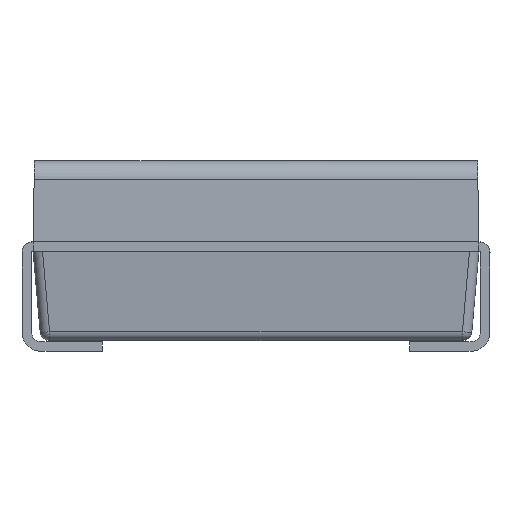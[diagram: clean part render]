
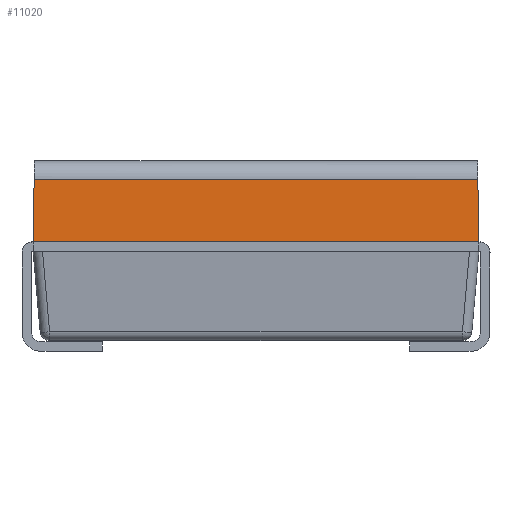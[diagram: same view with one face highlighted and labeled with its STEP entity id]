
A CAD part, front view. The second image highlights one B-rep face of the part: STEP entity #11020.
In plain terms, the highlighted planar face has unit normal (0, -1, 0.018).
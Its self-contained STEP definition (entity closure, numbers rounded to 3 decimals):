
#324 = PLANE('',#325);
#325 = AXIS2_PLACEMENT_3D('',#326,#327,#328);
#326 = CARTESIAN_POINT('',(3.525,2.19,1.73));
#327 = DIRECTION('',(1.,0.,0.017));
#328 = DIRECTION('',(0.017,0.,-1.));
#1839 = CYLINDRICAL_SURFACE('',#1840,0.301);
#1840 = AXIS2_PLACEMENT_3D('',#1841,#1842,#1843);
#1841 = CARTESIAN_POINT('',(0.,-1.872,2.712));
#1842 = DIRECTION('',(1.,0.,0.));
#1843 = DIRECTION('',(0.,0.,-1.));
#6372 = PLANE('',#6373);
#6373 = AXIS2_PLACEMENT_3D('',#6374,#6375,#6376);
#6374 = CARTESIAN_POINT('',(-3.525,2.19,1.73));
#6375 = DIRECTION('',(-1.,0.,0.017));
#6376 = DIRECTION('',(0.017,0.,1.));
#8000 = VERTEX_POINT('',#8001);
#8001 = CARTESIAN_POINT('',(-3.525,-2.19,1.73));
#8015 = PLANE('',#8016);
#8016 = AXIS2_PLACEMENT_3D('',#8017,#8018,#8019);
#8017 = CARTESIAN_POINT('',(0.,0.,1.73));
#8018 = DIRECTION('',(-0.,0.,1.));
#8019 = DIRECTION('',(1.,0.,0.));
#8208 = EDGE_CURVE('',#8000,#8209,#8211,.T.);
#8209 = VERTEX_POINT('',#8210);
#8210 = CARTESIAN_POINT('',(3.525,-2.19,1.73));
#8211 = SURFACE_CURVE('',#8212,(#8216,#8223),.PCURVE_S1.);
#8212 = LINE('',#8213,#8214);
#8213 = CARTESIAN_POINT('',(-3.525,-2.19,1.73));
#8214 = VECTOR('',#8215,1.);
#8215 = DIRECTION('',(1.,0.,0.));
#8216 = PCURVE('',#8015,#8217);
#8217 = DEFINITIONAL_REPRESENTATION('',(#8218),#8222);
#8218 = LINE('',#8219,#8220);
#8219 = CARTESIAN_POINT('',(-3.525,-2.19));
#8220 = VECTOR('',#8221,1.);
#8221 = DIRECTION('',(1.,0.));
#8222 = ( GEOMETRIC_REPRESENTATION_CONTEXT(2) 
PARAMETRIC_REPRESENTATION_CONTEXT() REPRESENTATION_CONTEXT('2D SPACE',''
  ) );
#8223 = PCURVE('',#8224,#8229);
#8224 = PLANE('',#8225);
#8225 = AXIS2_PLACEMENT_3D('',#8226,#8227,#8228);
#8226 = CARTESIAN_POINT('',(-3.525,-2.19,1.73));
#8227 = DIRECTION('',(0.,-1.,0.017));
#8228 = DIRECTION('',(0.,-0.017,-1.));
#8229 = DEFINITIONAL_REPRESENTATION('',(#8230),#8234);
#8230 = LINE('',#8231,#8232);
#8231 = CARTESIAN_POINT('',(0.,0.));
#8232 = VECTOR('',#8233,1.);
#8233 = DIRECTION('',(0.,1.));
#8234 = ( GEOMETRIC_REPRESENTATION_CONTEXT(2) 
PARAMETRIC_REPRESENTATION_CONTEXT() REPRESENTATION_CONTEXT('2D SPACE',''
  ) );
#10618 = VERTEX_POINT('',#10619);
#10619 = CARTESIAN_POINT('',(3.508,-2.173,
    2.717));
#10664 = EDGE_CURVE('',#10618,#8209,#10665,.T.);
#10665 = SURFACE_CURVE('',#10666,(#10670,#10677),.PCURVE_S1.);
#10666 = LINE('',#10667,#10668);
#10667 = CARTESIAN_POINT('',(3.524,-2.189,
    1.806));
#10668 = VECTOR('',#10669,1.);
#10669 = DIRECTION('',(0.017,-0.017,
    -1.));
#10670 = PCURVE('',#324,#10671);
#10671 = DEFINITIONAL_REPRESENTATION('',(#10672),#10676);
#10672 = LINE('',#10673,#10674);
#10673 = CARTESIAN_POINT('',(-0.076,-4.379));
#10674 = VECTOR('',#10675,1.);
#10675 = DIRECTION('',(1.,-0.017));
#10676 = ( GEOMETRIC_REPRESENTATION_CONTEXT(2) 
PARAMETRIC_REPRESENTATION_CONTEXT() REPRESENTATION_CONTEXT('2D SPACE',''
  ) );
#10677 = PCURVE('',#8224,#10678);
#10678 = DEFINITIONAL_REPRESENTATION('',(#10679),#10683);
#10679 = LINE('',#10680,#10681);
#10680 = CARTESIAN_POINT('',(-0.076,7.049));
#10681 = VECTOR('',#10682,1.);
#10682 = DIRECTION('',(1.,0.017));
#10683 = ( GEOMETRIC_REPRESENTATION_CONTEXT(2) 
PARAMETRIC_REPRESENTATION_CONTEXT() REPRESENTATION_CONTEXT('2D SPACE',''
  ) );
#10852 = EDGE_CURVE('',#10853,#8000,#10855,.T.);
#10853 = VERTEX_POINT('',#10854);
#10854 = CARTESIAN_POINT('',(-3.508,-2.173,
    2.717));
#10855 = SURFACE_CURVE('',#10856,(#10860,#10867),.PCURVE_S1.);
#10856 = LINE('',#10857,#10858);
#10857 = CARTESIAN_POINT('',(-3.525,-2.19,1.73));
#10858 = VECTOR('',#10859,1.);
#10859 = DIRECTION('',(-0.017,-0.017,
    -1.));
#10860 = PCURVE('',#6372,#10861);
#10861 = DEFINITIONAL_REPRESENTATION('',(#10862),#10866);
#10862 = LINE('',#10863,#10864);
#10863 = CARTESIAN_POINT('',(0.,-4.38));
#10864 = VECTOR('',#10865,1.);
#10865 = DIRECTION('',(-1.,-0.017));
#10866 = ( GEOMETRIC_REPRESENTATION_CONTEXT(2) 
PARAMETRIC_REPRESENTATION_CONTEXT() REPRESENTATION_CONTEXT('2D SPACE',''
  ) );
#10867 = PCURVE('',#8224,#10868);
#10868 = DEFINITIONAL_REPRESENTATION('',(#10869),#10873);
#10869 = LINE('',#10870,#10871);
#10870 = CARTESIAN_POINT('',(0.,0.));
#10871 = VECTOR('',#10872,1.);
#10872 = DIRECTION('',(1.,-0.017));
#10873 = ( GEOMETRIC_REPRESENTATION_CONTEXT(2) 
PARAMETRIC_REPRESENTATION_CONTEXT() REPRESENTATION_CONTEXT('2D SPACE',''
  ) );
#11020 = ADVANCED_FACE('',(#11021),#8224,.T.);
#11021 = FACE_BOUND('',#11022,.T.);
#11022 = EDGE_LOOP('',(#11023,#11024,#11067,#11068));
#11023 = ORIENTED_EDGE('',*,*,#10664,.F.);
#11024 = ORIENTED_EDGE('',*,*,#11025,.T.);
#11025 = EDGE_CURVE('',#10618,#10853,#11026,.T.);
#11026 = SURFACE_CURVE('',#11027,(#11031,#11038),.PCURVE_S1.);
#11027 = LINE('',#11028,#11029);
#11028 = CARTESIAN_POINT('',(-3.503,-2.173,
    2.717));
#11029 = VECTOR('',#11030,1.);
#11030 = DIRECTION('',(-1.,-0.,-0.));
#11031 = PCURVE('',#8224,#11032);
#11032 = DEFINITIONAL_REPRESENTATION('',(#11033),#11037);
#11033 = LINE('',#11034,#11035);
#11034 = CARTESIAN_POINT('',(-0.987,0.022));
#11035 = VECTOR('',#11036,1.);
#11036 = DIRECTION('',(0.,-1.));
#11037 = ( GEOMETRIC_REPRESENTATION_CONTEXT(2) 
PARAMETRIC_REPRESENTATION_CONTEXT() REPRESENTATION_CONTEXT('2D SPACE',''
  ) );
#11038 = PCURVE('',#1839,#11039);
#11039 = DEFINITIONAL_REPRESENTATION('',(#11040),#11066);
#11040 = B_SPLINE_CURVE_WITH_KNOTS('',3,(#11041,#11042,#11043,#11044,
    #11045,#11046,#11047,#11048,#11049,#11050,#11051,#11052,#11053,
    #11054,#11055,#11056,#11057,#11058,#11059,#11060,#11061,#11062,
    #11063,#11064,#11065),.UNSPECIFIED.,.F.,.F.,(4,1,1,1,1,1,1,1,1,1,1,1
    ,1,1,1,1,1,1,1,1,1,1,4),(-7.01,-6.691,
    -6.373,-6.054,-5.735,-5.416,
    -5.097,-4.778,-4.459,-4.14,
    -3.821,-3.503,-3.184,-2.865,
    -2.546,-2.227,-1.908,-1.589,
    -1.27,-0.951,-0.633,-0.314,
    0.005),.UNSPECIFIED.);
#11041 = CARTESIAN_POINT('',(4.695,3.508));
#11042 = CARTESIAN_POINT('',(4.695,3.401));
#11043 = CARTESIAN_POINT('',(4.695,3.189));
#11044 = CARTESIAN_POINT('',(4.695,2.87));
#11045 = CARTESIAN_POINT('',(4.695,2.551));
#11046 = CARTESIAN_POINT('',(4.695,2.232));
#11047 = CARTESIAN_POINT('',(4.695,1.913));
#11048 = CARTESIAN_POINT('',(4.695,1.594));
#11049 = CARTESIAN_POINT('',(4.695,1.276));
#11050 = CARTESIAN_POINT('',(4.695,0.957));
#11051 = CARTESIAN_POINT('',(4.695,0.638));
#11052 = CARTESIAN_POINT('',(4.695,0.319));
#11053 = CARTESIAN_POINT('',(4.695,0.));
#11054 = CARTESIAN_POINT('',(4.695,-0.319));
#11055 = CARTESIAN_POINT('',(4.695,-0.638));
#11056 = CARTESIAN_POINT('',(4.695,-0.957));
#11057 = CARTESIAN_POINT('',(4.695,-1.276));
#11058 = CARTESIAN_POINT('',(4.695,-1.594));
#11059 = CARTESIAN_POINT('',(4.695,-1.913));
#11060 = CARTESIAN_POINT('',(4.695,-2.232));
#11061 = CARTESIAN_POINT('',(4.695,-2.551));
#11062 = CARTESIAN_POINT('',(4.695,-2.87));
#11063 = CARTESIAN_POINT('',(4.695,-3.189));
#11064 = CARTESIAN_POINT('',(4.695,-3.401));
#11065 = CARTESIAN_POINT('',(4.695,-3.508));
#11066 = ( GEOMETRIC_REPRESENTATION_CONTEXT(2) 
PARAMETRIC_REPRESENTATION_CONTEXT() REPRESENTATION_CONTEXT('2D SPACE',''
  ) );
#11067 = ORIENTED_EDGE('',*,*,#10852,.T.);
#11068 = ORIENTED_EDGE('',*,*,#8208,.T.);
